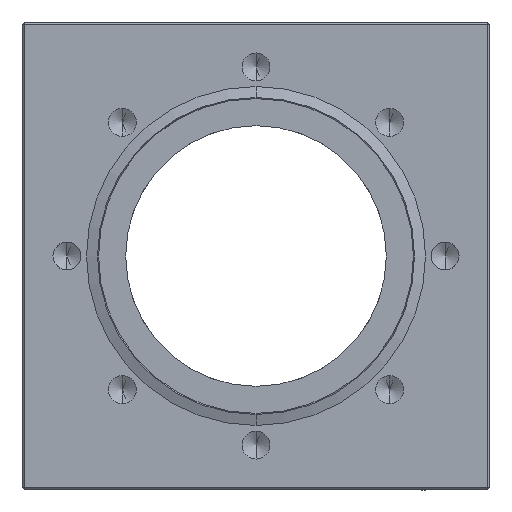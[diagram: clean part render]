
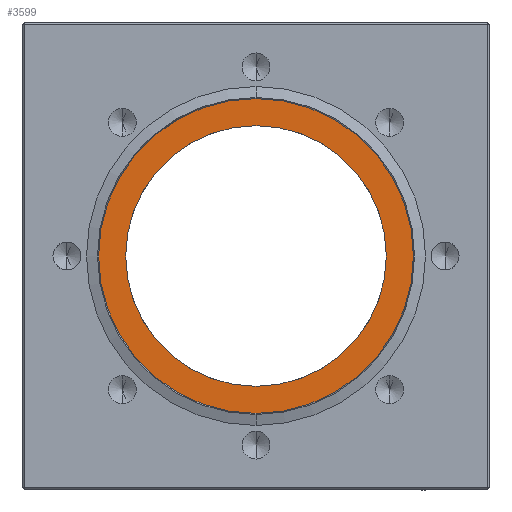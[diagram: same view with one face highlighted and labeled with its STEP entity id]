
A CAD part, left-side view. The second image highlights one B-rep face of the part: STEP entity #3599.
In plain terms, the highlighted planar face has unit normal (-1, 0, 0).
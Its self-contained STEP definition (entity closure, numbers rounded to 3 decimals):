
#51 = EDGE_LOOP ( 'NONE', ( #1532, #7441 ) ) ;
#164 = DIRECTION ( 'NONE',  ( 1., 0., 0. ) ) ;
#504 = DIRECTION ( 'NONE',  ( 0., 0., 1. ) ) ;
#1245 = CIRCLE ( 'NONE', #1652, 38.345 ) ;
#1532 = ORIENTED_EDGE ( 'NONE', *, *, #7974, .F. ) ;
#1652 = AXIS2_PLACEMENT_3D ( 'NONE', #4282, #9266, #5017 ) ;
#1992 = CIRCLE ( 'NONE', #4150, 31.75 ) ;
#2285 = ORIENTED_EDGE ( 'NONE', *, *, #3434, .T. ) ;
#2779 = EDGE_CURVE ( 'NONE', #4896, #6024, #1992, .T. ) ;
#3197 = CARTESIAN_POINT ( 'NONE',  ( -55.8, 0., 0. ) ) ;
#3381 = CARTESIAN_POINT ( 'NONE',  ( -55.8, -38.345, 0. ) ) ;
#3434 = EDGE_CURVE ( 'NONE', #6024, #4896, #4953, .T. ) ;
#3457 = CARTESIAN_POINT ( 'NONE',  ( -55.8, 0., 31.75 ) ) ;
#3599 = ADVANCED_FACE ( 'NONE', ( #5414, #5187 ), #7667, .T. ) ;
#3608 = CARTESIAN_POINT ( 'NONE',  ( -55.8, 0., -31.75 ) ) ;
#3754 = EDGE_CURVE ( 'NONE', #5965, #5764, #1245, .T. ) ;
#3911 = CARTESIAN_POINT ( 'NONE',  ( -55.8, 0., 0. ) ) ;
#3920 = DIRECTION ( 'NONE',  ( 0., 0., -1. ) ) ;
#3935 = ORIENTED_EDGE ( 'NONE', *, *, #2779, .T. ) ;
#4150 = AXIS2_PLACEMENT_3D ( 'NONE', #4478, #164, #5212 ) ;
#4282 = CARTESIAN_POINT ( 'NONE',  ( -55.8, 0., 0. ) ) ;
#4478 = CARTESIAN_POINT ( 'NONE',  ( -55.8, 0., 0. ) ) ;
#4643 = DIRECTION ( 'NONE',  ( 0., -1., 0. ) ) ;
#4807 = CIRCLE ( 'NONE', #8083, 38.345 ) ;
#4832 = DIRECTION ( 'NONE',  ( -1., 0., 0. ) ) ;
#4896 = VERTEX_POINT ( 'NONE', #3608 ) ;
#4953 = CIRCLE ( 'NONE', #5368, 31.75 ) ;
#5017 = DIRECTION ( 'NONE',  ( 0., 0., -1. ) ) ;
#5187 = FACE_BOUND ( 'NONE', #6036, .T. ) ;
#5193 = AXIS2_PLACEMENT_3D ( 'NONE', #3381, #4832, #504 ) ;
#5212 = DIRECTION ( 'NONE',  ( 0., -1., 0. ) ) ;
#5368 = AXIS2_PLACEMENT_3D ( 'NONE', #3911, #8904, #4643 ) ;
#5414 = FACE_OUTER_BOUND ( 'NONE', #51, .T. ) ;
#5499 = CARTESIAN_POINT ( 'NONE',  ( -55.8, 0., -38.345 ) ) ;
#5764 = VERTEX_POINT ( 'NONE', #8079 ) ;
#5965 = VERTEX_POINT ( 'NONE', #5499 ) ;
#6024 = VERTEX_POINT ( 'NONE', #3457 ) ;
#6036 = EDGE_LOOP ( 'NONE', ( #3935, #2285 ) ) ;
#7441 = ORIENTED_EDGE ( 'NONE', *, *, #3754, .F. ) ;
#7667 = PLANE ( 'NONE',  #5193 ) ;
#7974 = EDGE_CURVE ( 'NONE', #5764, #5965, #4807, .T. ) ;
#8079 = CARTESIAN_POINT ( 'NONE',  ( -55.8, 0., 38.345 ) ) ;
#8083 = AXIS2_PLACEMENT_3D ( 'NONE', #3197, #8187, #3920 ) ;
#8187 = DIRECTION ( 'NONE',  ( 1., 0., 0. ) ) ;
#8904 = DIRECTION ( 'NONE',  ( 1., 0., 0. ) ) ;
#9266 = DIRECTION ( 'NONE',  ( 1., 0., 0. ) ) ;
